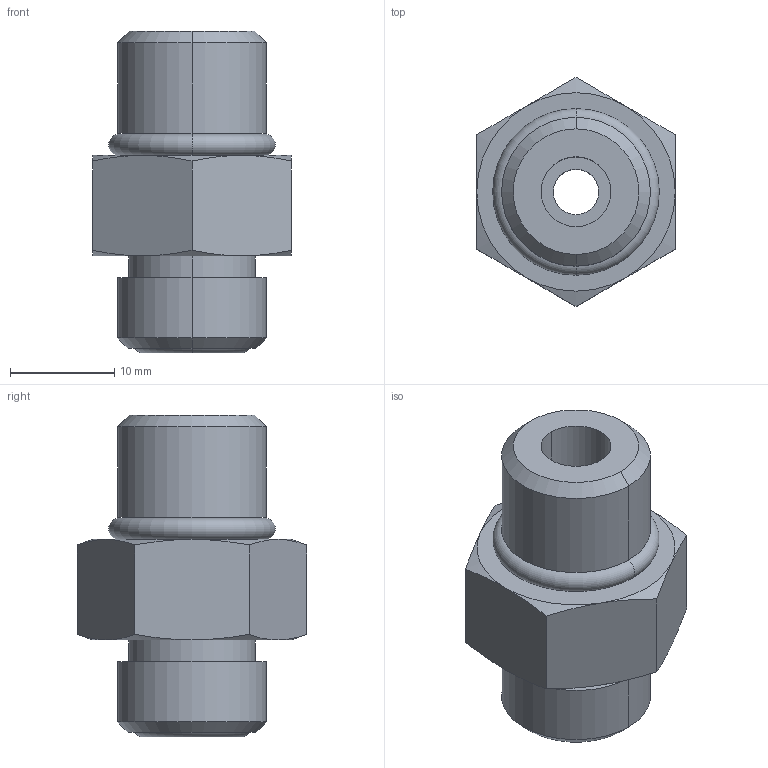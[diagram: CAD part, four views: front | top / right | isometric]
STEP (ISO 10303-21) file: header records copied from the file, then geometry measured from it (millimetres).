
FILE_DESCRIPTION((''),'2;1');
FILE_NAME('4-6_F5OLO-S_PRT','2002-10-15T',('ta29392'),(''),'PRO/ENGINEER BY PARAMETRIC TECHNOLOGY CORPORATION, 2002220','PRO/ENGINEER BY PARAMETRIC TECHNOLOGY CORPORATION, 2002220','');
FILE_SCHEMA(('CONFIG_CONTROL_DESIGN'));
Length unit declared in the file: inch
Products named in the file (1): 4-6_F5OLO-S_PRT
Bounding box: 19.05 x 22 x 30.91 mm (x, y, z)
Volume: 5563 mm3; surface area: 3130.1 mm2
Topology: 1 solids, 1 shells, 58 faces, 120 edges, 72 vertices
Faces by surface type: cylinder 22, plane 16, cone 16, torus 4
Entity records: 1904 total; most frequent: CARTESIAN_POINT 622, DIRECTION 276, ORIENTED_EDGE 240, AXIS2_PLACEMENT_3D 122, EDGE_CURVE 120, VERTEX_POINT 72, EDGE_LOOP 68, CIRCLE 64
